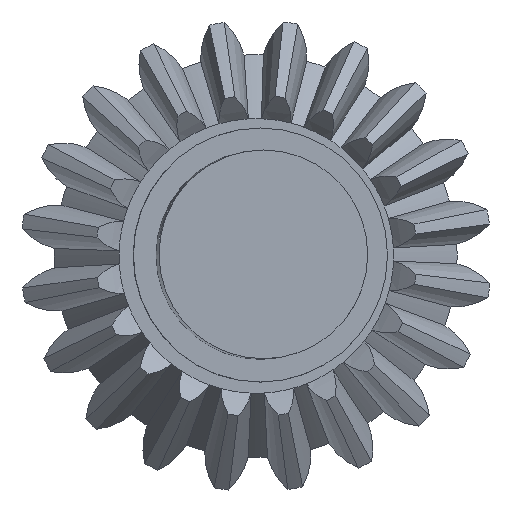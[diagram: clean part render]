
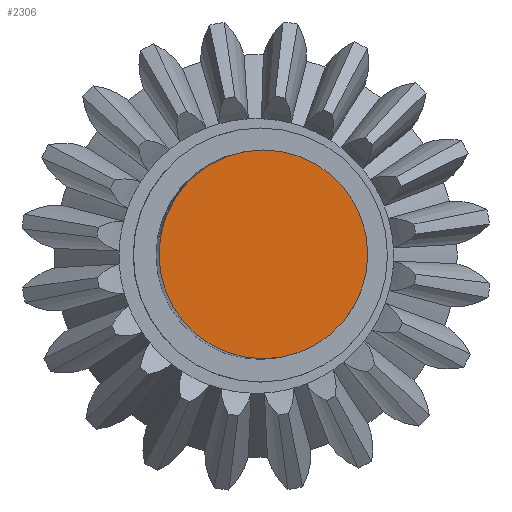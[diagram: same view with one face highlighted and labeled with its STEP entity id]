
A CAD part, top view. The second image highlights one B-rep face of the part: STEP entity #2306.
In plain terms, the highlighted planar face has unit normal (0.008, 0, 1).
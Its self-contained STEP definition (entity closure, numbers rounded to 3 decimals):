
#381=PLANE('',#2573);
#520=FACE_OUTER_BOUND('',#670,.T.);
#670=EDGE_LOOP('',(#2137));
#1000=CIRCLE('',#2574,5.75);
#1189=VERTEX_POINT('',#5632);
#1508=EDGE_CURVE('',#1189,#1189,#1000,.T.);
#2137=ORIENTED_EDGE('',*,*,#1508,.T.);
#2306=ADVANCED_FACE('',(#520),#381,.F.);
#2573=AXIS2_PLACEMENT_3D('',#5631,#3145,#3146);
#2574=AXIS2_PLACEMENT_3D('',#5633,#3147,#3148);
#3145=DIRECTION('center_axis',(-0.008,0.,
-1.));
#3146=DIRECTION('ref_axis',(-1.,0.,0.008));
#3147=DIRECTION('center_axis',(0.008,0.,
1.));
#3148=DIRECTION('ref_axis',(1.,0.,-0.008));
#5631=CARTESIAN_POINT('Origin',(-13.455,23.,88.613));
#5632=CARTESIAN_POINT('',(-19.205,23.,88.658));
#5633=CARTESIAN_POINT('Origin',(-13.455,23.,88.613));
